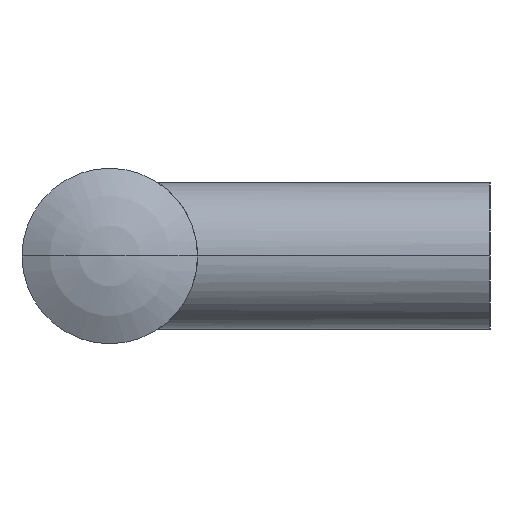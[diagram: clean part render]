
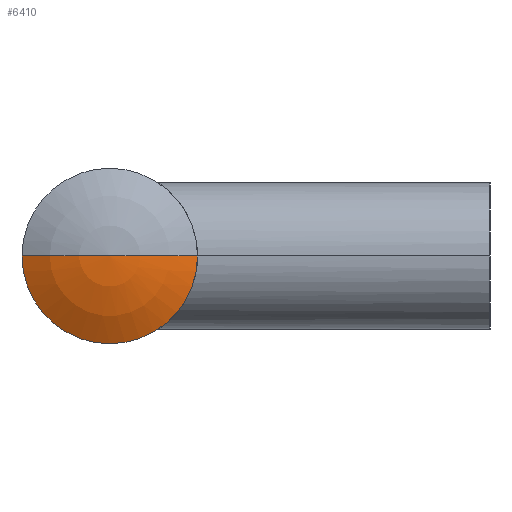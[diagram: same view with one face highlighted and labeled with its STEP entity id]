
A CAD part, left-side view. The second image highlights one B-rep face of the part: STEP entity #6410.
In plain terms, the highlighted spherical face has radius 12 mm.
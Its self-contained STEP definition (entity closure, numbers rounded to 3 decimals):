
#420=CARTESIAN_POINT('',(-293.892,20.,0.));
#430=VERTEX_POINT('',#420);
#6080=CARTESIAN_POINT('',(-293.892,32.,0.));
#6090=VERTEX_POINT('',#6080);
#6120=CARTESIAN_POINT('',(-293.892,26.,0.));
#6130=DIRECTION('',(1.,0.,0.));
#6140=DIRECTION('',(0.,1.,0.));
#6150=AXIS2_PLACEMENT_3D('',#6120,#6130,#6140);
#6160=CIRCLE('',#6150,6.);
#6170=EDGE_CURVE('',#430,#6090,#6160,.T.);
#6220=CARTESIAN_POINT('',(-283.5,26.,0.));
#6230=DIRECTION('',(1.,0.,0.));
#6240=DIRECTION('',(0.,-1.,0.));
#6250=AXIS2_PLACEMENT_3D('',#6220,#6230,#6240);
#6260=SPHERICAL_SURFACE('',#6250,12.);
#6270=CARTESIAN_POINT('',(-283.5,26.,0.));
#6280=DIRECTION('',(0.,0.,-1.));
#6290=DIRECTION('',(1.,-0.,0.));
#6300=AXIS2_PLACEMENT_3D('',#6270,#6280,#6290);
#6310=CIRCLE('',#6300,12.);
#6320=CARTESIAN_POINT('',(-295.5,26.,0.));
#6330=VERTEX_POINT('',#6320);
#6340=EDGE_CURVE('',#6330,#6090,#6310,.T.);
#6350=ORIENTED_EDGE('',*,*,#6340,.T.);
#6360=EDGE_CURVE('',#430,#6330,#6310,.T.);
#6370=ORIENTED_EDGE('',*,*,#6360,.T.);
#6380=ORIENTED_EDGE('',*,*,#6170,.F.);
#6390=EDGE_LOOP('',(#6380,#6370,#6350));
#6400=FACE_OUTER_BOUND('',#6390,.T.);
#6410=ADVANCED_FACE('',(#6400),#6260,.T.);
